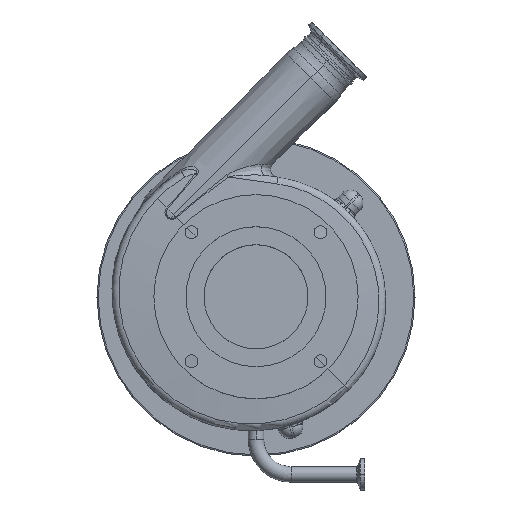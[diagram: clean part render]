
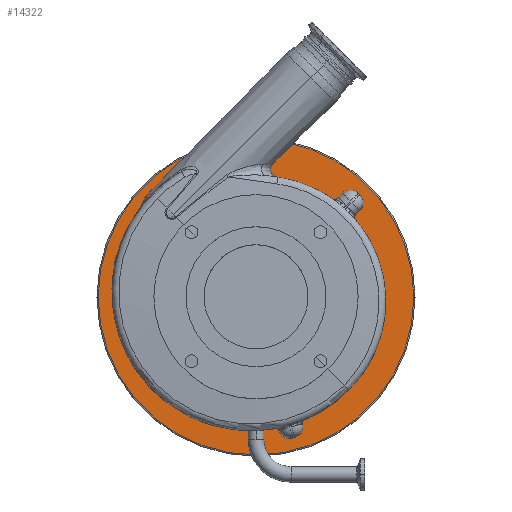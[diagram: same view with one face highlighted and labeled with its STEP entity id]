
A CAD part, top view. The second image highlights one B-rep face of the part: STEP entity #14322.
In plain terms, the highlighted planar face has unit normal (0, 0, 1).
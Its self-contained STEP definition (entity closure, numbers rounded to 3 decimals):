
#78 = CARTESIAN_POINT ( 'NONE',  ( 28.211, -105.286, -58.5 ) ) ;
#221 = AXIS2_PLACEMENT_3D ( 'NONE', #1179, #3816, #8618 ) ;
#246 = CARTESIAN_POINT ( 'NONE',  ( -112.357, 35.282, -58.5 ) ) ;
#336 = CARTESIAN_POINT ( 'NONE',  ( -105.286, 28.211, -58.5 ) ) ;
#497 = CARTESIAN_POINT ( 'NONE',  ( -98.215, 21.14, -58.5 ) ) ;
#686 = CIRCLE ( 'NONE', #6826, 10. ) ;
#760 = AXIS2_PLACEMENT_3D ( 'NONE', #3866, #7476, #13446 ) ;
#813 = CARTESIAN_POINT ( 'NONE',  ( 0., 0., -58.5 ) ) ;
#862 = VERTEX_POINT ( 'NONE', #9920 ) ;
#979 = AXIS2_PLACEMENT_3D ( 'NONE', #5245, #4044, #11451 ) ;
#1015 = FACE_OUTER_BOUND ( 'NONE', #11471, .T. ) ;
#1094 = FACE_BOUND ( 'NONE', #6377, .T. ) ;
#1179 = CARTESIAN_POINT ( 'NONE',  ( 0., 0., -58.5 ) ) ;
#1183 = ORIENTED_EDGE ( 'NONE', *, *, #7103, .T. ) ;
#1337 = ORIENTED_EDGE ( 'NONE', *, *, #12473, .T. ) ;
#1436 = CARTESIAN_POINT ( 'NONE',  ( 84.146, 70.004, -58.5 ) ) ;
#1668 = EDGE_CURVE ( 'NONE', #11237, #4156, #8651, .T. ) ;
#2046 = CARTESIAN_POINT ( 'NONE',  ( 0., 64.295, -58.5 ) ) ;
#2437 = VERTEX_POINT ( 'NONE', #6943 ) ;
#2707 = DIRECTION ( 'NONE',  ( -1., 0., 0. ) ) ;
#2863 = DIRECTION ( 'NONE',  ( 0., 0., -1. ) ) ;
#3020 = VERTEX_POINT ( 'NONE', #7844 ) ;
#3062 = CARTESIAN_POINT ( 'NONE',  ( -68.589, 68.589, -58.5 ) ) ;
#3100 = AXIS2_PLACEMENT_3D ( 'NONE', #2046, #12017, #5731 ) ;
#3241 = VERTEX_POINT ( 'NONE', #1436 ) ;
#3354 = AXIS2_PLACEMENT_3D ( 'NONE', #78, #12287, #2707 ) ;
#3373 = AXIS2_PLACEMENT_3D ( 'NONE', #336, #5451, #11648 ) ;
#3407 = PLANE ( 'NONE',  #3100 ) ;
#3504 = EDGE_LOOP ( 'NONE', ( #10948, #1337 ) ) ;
#3629 = ORIENTED_EDGE ( 'NONE', *, *, #13693, .T. ) ;
#3816 = DIRECTION ( 'NONE',  ( 0., 0., -1. ) ) ;
#3866 = CARTESIAN_POINT ( 'NONE',  ( -105.286, 28.211, -58.5 ) ) ;
#3939 = EDGE_CURVE ( 'NONE', #3241, #862, #686, .T. ) ;
#4044 = DIRECTION ( 'NONE',  ( 0., 0., -1. ) ) ;
#4156 = VERTEX_POINT ( 'NONE', #3062 ) ;
#4615 = ORIENTED_EDGE ( 'NONE', *, *, #6750, .T. ) ;
#4754 = DIRECTION ( 'NONE',  ( -1., 0., 0. ) ) ;
#4914 = CARTESIAN_POINT ( 'NONE',  ( -129., 0., -58.5 ) ) ;
#5245 = CARTESIAN_POINT ( 'NONE',  ( 77.075, 77.075, -58.5 ) ) ;
#5348 = DIRECTION ( 'NONE',  ( 1., 0., 0. ) ) ;
#5451 = DIRECTION ( 'NONE',  ( 0., 0., -1. ) ) ;
#5523 = ORIENTED_EDGE ( 'NONE', *, *, #13078, .T. ) ;
#5619 = DIRECTION ( 'NONE',  ( 1., 0., 0. ) ) ;
#5731 = DIRECTION ( 'NONE',  ( -1., 0., 0. ) ) ;
#5904 = ORIENTED_EDGE ( 'NONE', *, *, #7486, .T. ) ;
#6377 = EDGE_LOOP ( 'NONE', ( #7298, #4615 ) ) ;
#6750 = EDGE_CURVE ( 'NONE', #862, #3241, #14309, .T. ) ;
#6825 = VERTEX_POINT ( 'NONE', #4914 ) ;
#6826 = AXIS2_PLACEMENT_3D ( 'NONE', #13299, #15767, #4754 ) ;
#6943 = CARTESIAN_POINT ( 'NONE',  ( 21.14, -98.215, -58.5 ) ) ;
#7103 = EDGE_CURVE ( 'NONE', #6825, #3020, #13031, .T. ) ;
#7298 = ORIENTED_EDGE ( 'NONE', *, *, #3939, .T. ) ;
#7476 = DIRECTION ( 'NONE',  ( 0., 0., -1. ) ) ;
#7485 = CIRCLE ( 'NONE', #15187, 10. ) ;
#7486 = EDGE_CURVE ( 'NONE', #3020, #6825, #14325, .T. ) ;
#7542 = CARTESIAN_POINT ( 'NONE',  ( 28.211, -105.286, -58.5 ) ) ;
#7613 = DIRECTION ( 'NONE',  ( -1., 0., 0. ) ) ;
#7844 = CARTESIAN_POINT ( 'NONE',  ( 129., 0., -58.5 ) ) ;
#7949 = CIRCLE ( 'NONE', #3354, 10. ) ;
#8343 = CARTESIAN_POINT ( 'NONE',  ( 35.282, -112.357, -58.5 ) ) ;
#8357 = FACE_BOUND ( 'NONE', #9097, .T. ) ;
#8425 = ORIENTED_EDGE ( 'NONE', *, *, #15530, .T. ) ;
#8429 = AXIS2_PLACEMENT_3D ( 'NONE', #10180, #2863, #13561 ) ;
#8618 = DIRECTION ( 'NONE',  ( -1., 0., 0. ) ) ;
#8651 = CIRCLE ( 'NONE', #221, 97. ) ;
#9097 = EDGE_LOOP ( 'NONE', ( #11819, #5523 ) ) ;
#9920 = CARTESIAN_POINT ( 'NONE',  ( 70.004, 84.146, -58.5 ) ) ;
#10045 = CARTESIAN_POINT ( 'NONE',  ( 0., 0., -58.5 ) ) ;
#10180 = CARTESIAN_POINT ( 'NONE',  ( 0., 0., -58.5 ) ) ;
#10375 = VERTEX_POINT ( 'NONE', #246 ) ;
#10948 = ORIENTED_EDGE ( 'NONE', *, *, #1668, .T. ) ;
#11031 = VERTEX_POINT ( 'NONE', #497 ) ;
#11237 = VERTEX_POINT ( 'NONE', #13041 ) ;
#11311 = CIRCLE ( 'NONE', #760, 10. ) ;
#11451 = DIRECTION ( 'NONE',  ( -1., 0., 0. ) ) ;
#11471 = EDGE_LOOP ( 'NONE', ( #5904, #1183 ) ) ;
#11648 = DIRECTION ( 'NONE',  ( -1., 0., 0. ) ) ;
#11819 = ORIENTED_EDGE ( 'NONE', *, *, #15070, .T. ) ;
#12017 = DIRECTION ( 'NONE',  ( 0., 0., -1. ) ) ;
#12287 = DIRECTION ( 'NONE',  ( 0., 0., -1. ) ) ;
#12473 = EDGE_CURVE ( 'NONE', #4156, #11237, #15624, .T. ) ;
#12946 = DIRECTION ( 'NONE',  ( 0., 0., 1. ) ) ;
#13031 = CIRCLE ( 'NONE', #15830, 129. ) ;
#13041 = CARTESIAN_POINT ( 'NONE',  ( 68.589, -68.589, -58.5 ) ) ;
#13078 = EDGE_CURVE ( 'NONE', #10375, #11031, #11311, .T. ) ;
#13299 = CARTESIAN_POINT ( 'NONE',  ( 77.075, 77.075, -58.5 ) ) ;
#13302 = FACE_BOUND ( 'NONE', #13837, .T. ) ;
#13388 = FACE_BOUND ( 'NONE', #3504, .T. ) ;
#13446 = DIRECTION ( 'NONE',  ( -1., 0., 0. ) ) ;
#13487 = VERTEX_POINT ( 'NONE', #8343 ) ;
#13516 = DIRECTION ( 'NONE',  ( 0., 0., -1. ) ) ;
#13561 = DIRECTION ( 'NONE',  ( -1., 0., 0. ) ) ;
#13660 = CIRCLE ( 'NONE', #3373, 10. ) ;
#13693 = EDGE_CURVE ( 'NONE', #2437, #13487, #7949, .T. ) ;
#13837 = EDGE_LOOP ( 'NONE', ( #8425, #3629 ) ) ;
#14309 = CIRCLE ( 'NONE', #979, 10. ) ;
#14322 = ADVANCED_FACE ( 'NONE', ( #1094, #8357, #13302, #13388, #1015 ), #3407, .F. ) ;
#14325 = CIRCLE ( 'NONE', #15084, 129. ) ;
#14912 = DIRECTION ( 'NONE',  ( 0., 0., 1. ) ) ;
#15070 = EDGE_CURVE ( 'NONE', #11031, #10375, #13660, .T. ) ;
#15084 = AXIS2_PLACEMENT_3D ( 'NONE', #10045, #14912, #5348 ) ;
#15187 = AXIS2_PLACEMENT_3D ( 'NONE', #7542, #13516, #7613 ) ;
#15530 = EDGE_CURVE ( 'NONE', #13487, #2437, #7485, .T. ) ;
#15624 = CIRCLE ( 'NONE', #8429, 97. ) ;
#15767 = DIRECTION ( 'NONE',  ( 0., 0., -1. ) ) ;
#15830 = AXIS2_PLACEMENT_3D ( 'NONE', #813, #12946, #5619 ) ;
